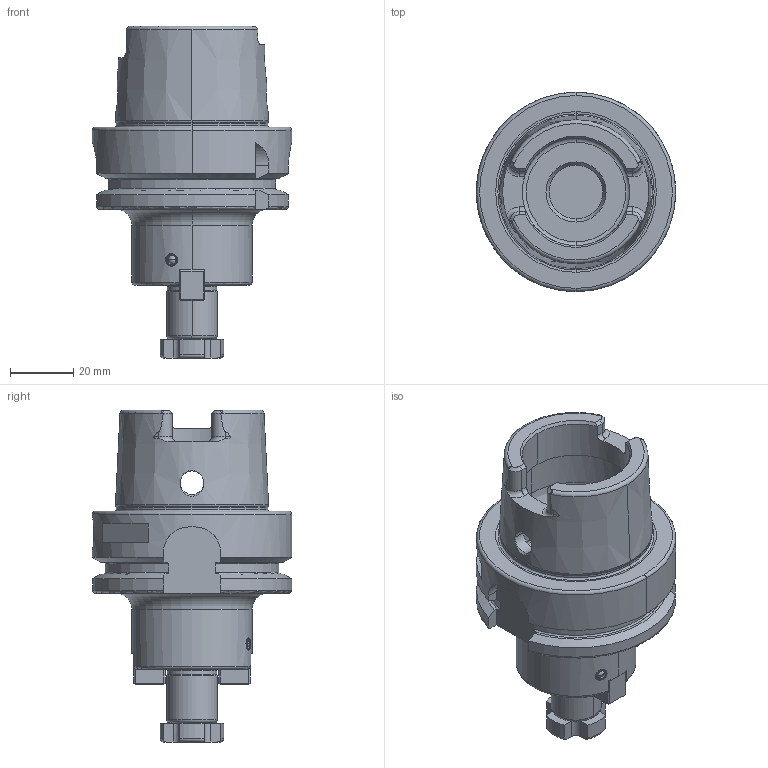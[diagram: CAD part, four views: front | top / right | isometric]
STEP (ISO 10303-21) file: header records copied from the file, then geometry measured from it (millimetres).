
FILE_DESCRIPTION((''),'2;1');
FILE_NAME('A63_11_16','2020-04-06T',('103090'),(''),'CREO PARAMETRIC BY PTC INC, 2015290','CREO PARAMETRIC BY PTC INC, 2015290','');
FILE_SCHEMA(('CONFIG_CONTROL_DESIGN'));
Length unit declared in the file: millimetre
Products named in the file (1): A63_11_16
Bounding box: 63 x 63 x 105 mm (x, y, z)
Volume: 113102.5 mm3; surface area: 29364.1 mm2
Topology: 3 solids, 11 shells, 457 faces, 1112 edges, 651 vertices
Faces by surface type: plane 155, cone 122, cylinder 121, torus 55, sphere 4
Entity records: 14247 total; most frequent: CARTESIAN_POINT 3597, DIRECTION 2299, ORIENTED_EDGE 2180, EDGE_CURVE 1090, AXIS2_PLACEMENT_3D 913, VERTEX_POINT 651, EDGE_LOOP 487, VECTOR 473
